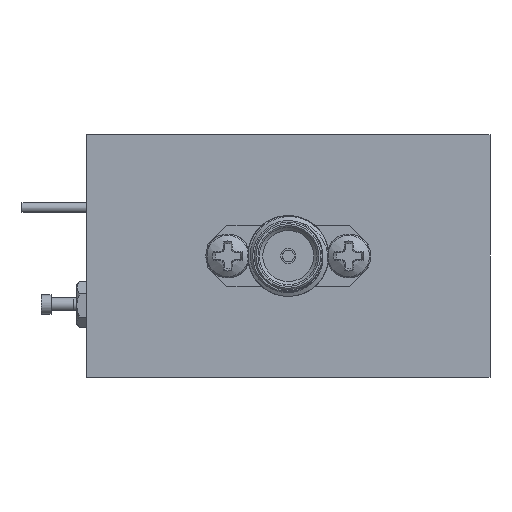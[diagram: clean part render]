
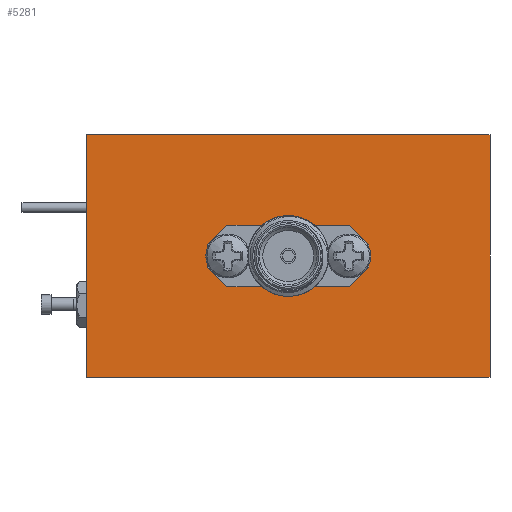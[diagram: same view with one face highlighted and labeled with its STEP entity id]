
A CAD part, left-side view. The second image highlights one B-rep face of the part: STEP entity #5281.
In plain terms, the highlighted planar face has unit normal (-1, 0, 0).
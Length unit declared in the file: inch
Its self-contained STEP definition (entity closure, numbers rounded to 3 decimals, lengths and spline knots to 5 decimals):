
#91 = EDGE_CURVE ( 'NONE', #3494, #6949, #5322, .T. ) ;
#144 = CARTESIAN_POINT ( 'NONE',  ( -0.625, 0.25, -0.035 ) ) ;
#149 = VERTEX_POINT ( 'NONE', #2154 ) ;
#158 = ORIENTED_EDGE ( 'NONE', *, *, #6210, .F. ) ;
#253 = FACE_BOUND ( 'NONE', #4705, .T. ) ;
#470 = VECTOR ( 'NONE', #1454, 39.37008 ) ;
#495 = VERTEX_POINT ( 'NONE', #4319 ) ;
#557 = LINE ( 'NONE', #6051, #5275 ) ;
#565 = VECTOR ( 'NONE', #3961, 39.37008 ) ;
#619 = CARTESIAN_POINT ( 'NONE',  ( -0.625, -0.19, 0.095 ) ) ;
#627 = VERTEX_POINT ( 'NONE', #4675 ) ;
#754 = DIRECTION ( 'NONE',  ( 0., -1., 0. ) ) ;
#811 = DIRECTION ( 'NONE',  ( 0., 0.707, -0.707 ) ) ;
#901 = EDGE_CURVE ( 'NONE', #6521, #495, #2799, .T. ) ;
#1117 = CARTESIAN_POINT ( 'NONE',  ( -0.625, 0.625, 0.375 ) ) ;
#1274 = DIRECTION ( 'NONE',  ( 0., 0., -1. ) ) ;
#1303 = CARTESIAN_POINT ( 'NONE',  ( -0.625, 0.25, -0.035 ) ) ;
#1314 = LINE ( 'NONE', #7673, #7381 ) ;
#1423 = VERTEX_POINT ( 'NONE', #144 ) ;
#1454 = DIRECTION ( 'NONE',  ( 0., -1., 0. ) ) ;
#1637 = ORIENTED_EDGE ( 'NONE', *, *, #91, .F. ) ;
#1656 = VERTEX_POINT ( 'NONE', #7797 ) ;
#1682 = LINE ( 'NONE', #619, #3797 ) ;
#1705 = ORIENTED_EDGE ( 'NONE', *, *, #901, .F. ) ;
#1714 = VERTEX_POINT ( 'NONE', #4692 ) ;
#1773 = CARTESIAN_POINT ( 'NONE',  ( -0.625, -0.625, 0.375 ) ) ;
#1901 = EDGE_CURVE ( 'NONE', #1423, #1714, #2508, .T. ) ;
#1915 = CARTESIAN_POINT ( 'NONE',  ( -0.625, -0.25, 0.035 ) ) ;
#2087 = LINE ( 'NONE', #6812, #470 ) ;
#2154 = CARTESIAN_POINT ( 'NONE',  ( -0.625, -0.19, -0.095 ) ) ;
#2390 = DIRECTION ( 'NONE',  ( 0., 0., -1. ) ) ;
#2500 = ORIENTED_EDGE ( 'NONE', *, *, #4905, .F. ) ;
#2508 = LINE ( 'NONE', #2736, #3673 ) ;
#2726 = PLANE ( 'NONE',  #4095 ) ;
#2736 = CARTESIAN_POINT ( 'NONE',  ( -0.625, 0.19, -0.095 ) ) ;
#2749 = DIRECTION ( 'NONE',  ( 0., 0., -1. ) ) ;
#2780 = CARTESIAN_POINT ( 'NONE',  ( -0.625, -0.625, 0.375 ) ) ;
#2799 = LINE ( 'NONE', #3840, #5028 ) ;
#2954 = VECTOR ( 'NONE', #1274, 39.37008 ) ;
#3165 = VERTEX_POINT ( 'NONE', #1117 ) ;
#3199 = VERTEX_POINT ( 'NONE', #1773 ) ;
#3435 = ORIENTED_EDGE ( 'NONE', *, *, #4732, .F. ) ;
#3494 = VERTEX_POINT ( 'NONE', #3897 ) ;
#3590 = EDGE_LOOP ( 'NONE', ( #7909, #2500, #5472, #3902 ) ) ;
#3673 = VECTOR ( 'NONE', #4534, 39.37008 ) ;
#3797 = VECTOR ( 'NONE', #7364, 39.37008 ) ;
#3840 = CARTESIAN_POINT ( 'NONE',  ( -0.625, 0.25, 0.035 ) ) ;
#3897 = CARTESIAN_POINT ( 'NONE',  ( -0.625, -0.25, -0.035 ) ) ;
#3902 = ORIENTED_EDGE ( 'NONE', *, *, #6841, .T. ) ;
#3961 = DIRECTION ( 'NONE',  ( 0., -1., 0. ) ) ;
#4095 = AXIS2_PLACEMENT_3D ( 'NONE', #2780, #7064, #2749 ) ;
#4121 = VECTOR ( 'NONE', #6638, 39.37008 ) ;
#4127 = FACE_OUTER_BOUND ( 'NONE', #3590, .T. ) ;
#4213 = LINE ( 'NONE', #7299, #4121 ) ;
#4319 = CARTESIAN_POINT ( 'NONE',  ( -0.625, 0.25, 0.035 ) ) ;
#4365 = VERTEX_POINT ( 'NONE', #7485 ) ;
#4388 = LINE ( 'NONE', #4402, #5552 ) ;
#4402 = CARTESIAN_POINT ( 'NONE',  ( -0.625, 0.25, 0.095 ) ) ;
#4438 = EDGE_CURVE ( 'NONE', #1656, #4365, #6213, .T. ) ;
#4455 = ORIENTED_EDGE ( 'NONE', *, *, #7572, .F. ) ;
#4488 = EDGE_CURVE ( 'NONE', #3165, #3199, #2087, .T. ) ;
#4534 = DIRECTION ( 'NONE',  ( 0., -0.707, -0.707 ) ) ;
#4563 = VECTOR ( 'NONE', #2390, 39.37008 ) ;
#4675 = CARTESIAN_POINT ( 'NONE',  ( -0.625, -0.19, 0.095 ) ) ;
#4692 = CARTESIAN_POINT ( 'NONE',  ( -0.625, 0.19, -0.095 ) ) ;
#4705 = EDGE_LOOP ( 'NONE', ( #1705, #6084, #4455, #1637, #3435, #5345, #7241, #158 ) ) ;
#4732 = EDGE_CURVE ( 'NONE', #149, #3494, #1314, .T. ) ;
#4905 = EDGE_CURVE ( 'NONE', #3199, #4365, #557, .T. ) ;
#5028 = VECTOR ( 'NONE', #811, 39.37008 ) ;
#5139 = DIRECTION ( 'NONE',  ( 0., -0.707, 0.707 ) ) ;
#5275 = VECTOR ( 'NONE', #7875, 39.37008 ) ;
#5281 = ADVANCED_FACE ( 'NONE', ( #253, #4127 ), #2726, .F. ) ;
#5322 = LINE ( 'NONE', #6889, #5786 ) ;
#5345 = ORIENTED_EDGE ( 'NONE', *, *, #5418, .T. ) ;
#5418 = EDGE_CURVE ( 'NONE', #149, #1714, #4213, .T. ) ;
#5472 = ORIENTED_EDGE ( 'NONE', *, *, #4488, .F. ) ;
#5552 = VECTOR ( 'NONE', #754, 39.37008 ) ;
#5562 = CARTESIAN_POINT ( 'NONE',  ( -0.625, 0.625, 0.375 ) ) ;
#5707 = DIRECTION ( 'NONE',  ( 0., 0., 1. ) ) ;
#5735 = CARTESIAN_POINT ( 'NONE',  ( -0.625, -0.625, -0.375 ) ) ;
#5786 = VECTOR ( 'NONE', #5707, 39.37008 ) ;
#6051 = CARTESIAN_POINT ( 'NONE',  ( -0.625, -0.625, 0.375 ) ) ;
#6084 = ORIENTED_EDGE ( 'NONE', *, *, #6960, .T. ) ;
#6210 = EDGE_CURVE ( 'NONE', #495, #1423, #6871, .T. ) ;
#6213 = LINE ( 'NONE', #5735, #565 ) ;
#6521 = VERTEX_POINT ( 'NONE', #7619 ) ;
#6638 = DIRECTION ( 'NONE',  ( 0., 1., 0. ) ) ;
#6812 = CARTESIAN_POINT ( 'NONE',  ( -0.625, -0.625, 0.375 ) ) ;
#6841 = EDGE_CURVE ( 'NONE', #3165, #1656, #7166, .T. ) ;
#6871 = LINE ( 'NONE', #1303, #2954 ) ;
#6889 = CARTESIAN_POINT ( 'NONE',  ( -0.625, -0.25, 0.035 ) ) ;
#6949 = VERTEX_POINT ( 'NONE', #1915 ) ;
#6960 = EDGE_CURVE ( 'NONE', #6521, #627, #4388, .T. ) ;
#7064 = DIRECTION ( 'NONE',  ( 1., 0., 0. ) ) ;
#7166 = LINE ( 'NONE', #5562, #4563 ) ;
#7241 = ORIENTED_EDGE ( 'NONE', *, *, #1901, .F. ) ;
#7299 = CARTESIAN_POINT ( 'NONE',  ( -0.625, 0.25, -0.095 ) ) ;
#7364 = DIRECTION ( 'NONE',  ( 0., 0.707, 0.707 ) ) ;
#7381 = VECTOR ( 'NONE', #5139, 39.37008 ) ;
#7485 = CARTESIAN_POINT ( 'NONE',  ( -0.625, -0.625, -0.375 ) ) ;
#7572 = EDGE_CURVE ( 'NONE', #6949, #627, #1682, .T. ) ;
#7619 = CARTESIAN_POINT ( 'NONE',  ( -0.625, 0.19, 0.095 ) ) ;
#7673 = CARTESIAN_POINT ( 'NONE',  ( -0.625, -0.25, -0.035 ) ) ;
#7797 = CARTESIAN_POINT ( 'NONE',  ( -0.625, 0.625, -0.375 ) ) ;
#7875 = DIRECTION ( 'NONE',  ( 0., 0., -1. ) ) ;
#7909 = ORIENTED_EDGE ( 'NONE', *, *, #4438, .T. ) ;
